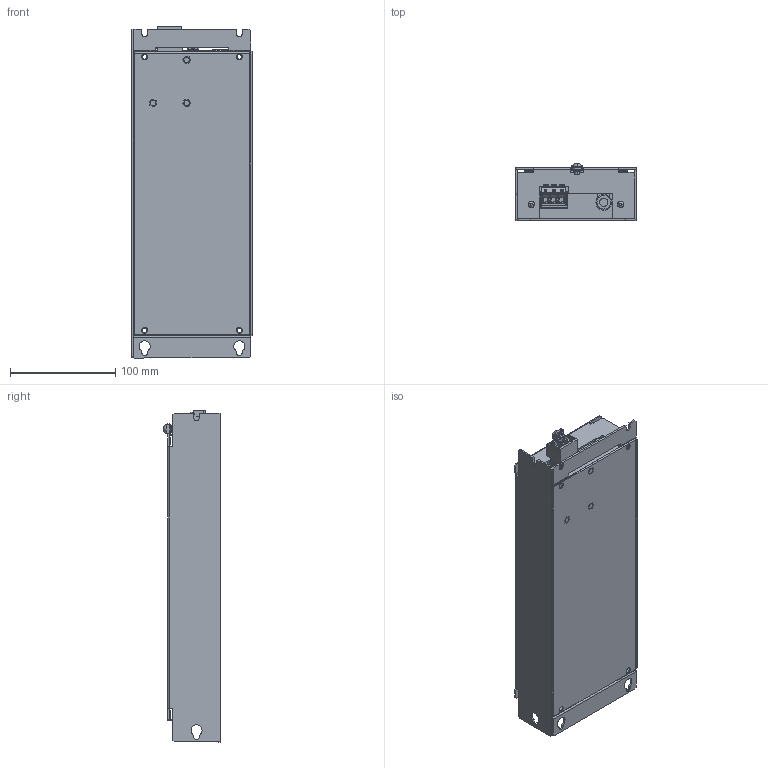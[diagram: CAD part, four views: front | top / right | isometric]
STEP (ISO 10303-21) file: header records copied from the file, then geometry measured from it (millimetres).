
FILE_DESCRIPTION (( 'STEP AP214' ), '1' );
FILE_NAME ('170222 Baugruppe B 1605004.STEP', '2017-03-08T09:51:22', ( 'EDV' ), ( '' ), 'SwSTEP 2.0', 'SolidWorks 2016', '' );
FILE_SCHEMA (( 'AUTOMOTIVE_DESIGN' ));
Length unit declared in the file: millimetre
Products named in the file (35): Drahthalteblech; plain washer grade a_din; 132b5790; pan head cross recess screw_din; pan head cross recess screw_din_ISO 7045 - M3 x 8 - Z --- 8N; plain washer grade a_din_Washer DIN 125 - A 3.2; blind standoff_pmm_PEM BSO-3.5M3-12 ZI--N; blind standoff_pmm; MU1608003_15.08.16; 1720479-1-solid1; Niet D3mm Blech2,5mm; +1130-0033; 170222 Gehäusedeckel B 1605004; 170222 Gehäuseschale B 1605004; 170303 HGW Platte; Schraube; 170222 Baugruppe B 1605004
Assembly tree (22 placements, depth 3):
  plain washer grade a_din
  pan head cross recess screw_din
  plain washer grade a_din
  pan head cross recess screw_din
  plain washer grade a_din
Bounding box: 115 x 54 x 315.55 mm (x, y, z)
Volume: 168967.8 mm3; surface area: 263111.3 mm2
Topology: 20 solids, 41 shells, 1281 faces, 3368 edges, 2208 vertices
Faces by surface type: plane 832, cylinder 327, cone 55, torus 34, bspline 19, sphere 14
Entity records: 43834 total; most frequent: CARTESIAN_POINT 8190, ORIENTED_EDGE 5681, DIRECTION 5487, EDGE_CURVE 2927, VECTOR 2091, LINE 2091, VERTEX_POINT 1952, AXIS2_PLACEMENT_3D 1698
